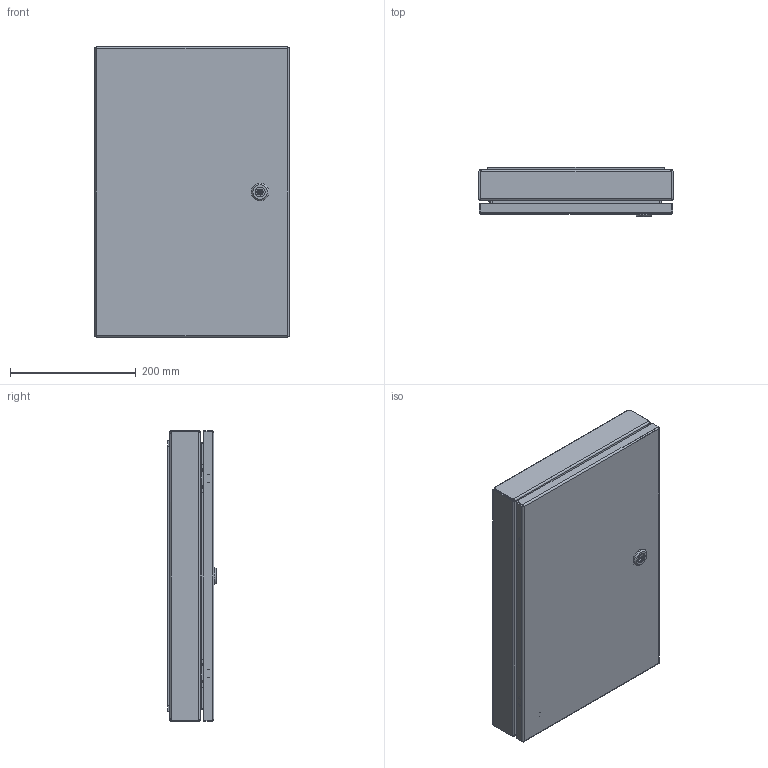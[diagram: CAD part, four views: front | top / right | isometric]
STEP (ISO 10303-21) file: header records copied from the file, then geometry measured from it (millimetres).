
FILE_DESCRIPTION (( 'STEP AP203' ), '1' );
FILE_NAME ('1481SDH2016.step', '2020-11-12T21:37:00', ( 'ADC123' ), ( 'Microsoft' ), 'SwSTEP 2.0', 'SolidWorks 2019', '' );
FILE_SCHEMA (( 'CONFIG_CONTROL_DESIGN' ));
Length unit declared in the file: inch
Products named in the file (1): 1481SDH2016
Bounding box: 308.36 x 77.75 x 462.03 mm (x, y, z)
Volume: 804099.3 mm3; surface area: 822500.6 mm2
Topology: 23 solids, 24 shells, 614 faces, 1398 edges, 845 vertices
Faces by surface type: plane 348, cylinder 168, bspline 74, torus 12, cone 12
Full cylindrical faces by diameter (mm): 4.369 x2, 5.74 x2, 5.893 x2, 6.096 x2, 6.35 x1, 7.137 x8, 7.417 x2, 7.938 x1, 10.109 x6, 11.557 x4, 13.335 x1, 15.875 x1, 19.939 x2, 27.94 x1
Entity records: 20911 total; most frequent: CARTESIAN_POINT 7817, ORIENTED_EDGE 2644, DIRECTION 2504, EDGE_CURVE 1322, LINE 906, VECTOR 906, VERTEX_POINT 838, AXIS2_PLACEMENT_3D 799
